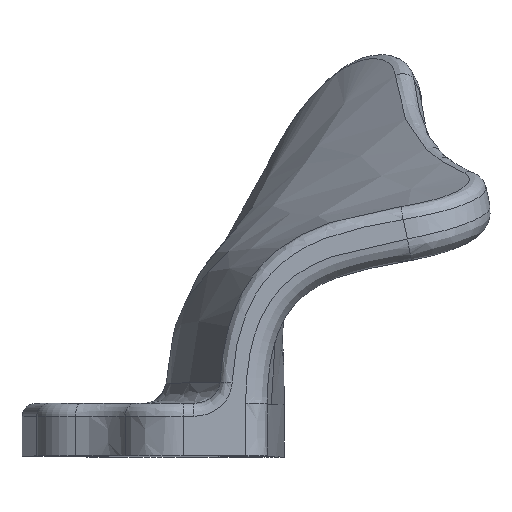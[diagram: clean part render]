
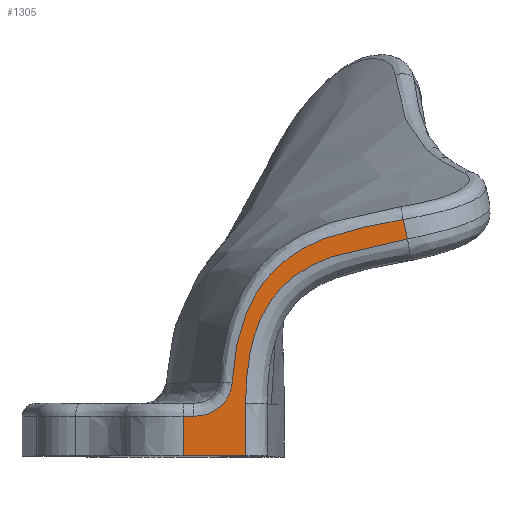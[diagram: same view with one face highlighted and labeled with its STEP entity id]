
A CAD part, top view. The second image highlights one B-rep face of the part: STEP entity #1305.
In plain terms, the highlighted planar face has unit normal (0, 0, 1).
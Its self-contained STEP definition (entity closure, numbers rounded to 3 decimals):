
#34=PLANE('',#1412);
#40=LINE('',#2429,#70);
#53=LINE('',#3353,#83);
#70=VECTOR('',#1501,10.);
#83=VECTOR('',#1550,10.);
#180=FACE_OUTER_BOUND('',#266,.T.);
#266=EDGE_LOOP('',(#1114,#1115,#1116,#1117,#1118,#1119,#1120,#1121));
#316=B_SPLINE_CURVE_WITH_KNOTS('',3,(#2469,#2470,#2471,#2472,#2473,#2474),
 .UNSPECIFIED.,.F.,.F.,(4,1,1,4),(0.,0.544,0.906,
1.269),.UNSPECIFIED.);
#317=B_SPLINE_CURVE_WITH_KNOTS('',3,(#2526,#2527,#2528,#2529,#2530,#2531,
#2532,#2533,#2534,#2535),.UNSPECIFIED.,.F.,.F.,(4,1,1,1,1,1,1,4),(-6.02,
-5.16,-4.3,-3.44,-2.58,
-1.72,-0.86,0.),.UNSPECIFIED.);
#352=B_SPLINE_CURVE_WITH_KNOTS('',3,(#3206,#3207,#3208,#3209),
 .UNSPECIFIED.,.F.,.F.,(4,4),(-1.2,-0.3),.UNSPECIFIED.);
#363=B_SPLINE_CURVE_WITH_KNOTS('',3,(#3490,#3491,#3492,#3493),
 .UNSPECIFIED.,.F.,.F.,(4,4),(-0.001,1.2),.UNSPECIFIED.);
#379=B_SPLINE_CURVE_WITH_KNOTS('',3,(#4215,#4216,#4217,#4218,#4219,#4220,
#4221,#4222,#4223,#4224,#4225,#4226,#4227,#4228,#4229,#4230,#4231,#4232,
#4233,#4234,#4235,#4236,#4237,#4238,#4239,#4240,#4241,#4242,#4243,#4244),
 .UNSPECIFIED.,.F.,.F.,(4,1,1,1,1,1,1,1,1,1,1,1,1,1,1,1,1,1,1,1,1,1,1,1,
1,2,4),(-5.956,-5.658,-5.36,-5.063,
-4.765,-4.467,-4.169,-3.871,
-3.574,-3.425,-3.276,-2.978,
-2.68,-2.531,-2.382,-2.233,
-2.085,-1.787,-1.489,-1.191,
-0.893,-0.596,-0.298,-0.149,
-0.074,0.,0.001),.UNSPECIFIED.);
#380=B_SPLINE_CURVE_WITH_KNOTS('',3,(#4246,#4247,#4248,#4249),
 .UNSPECIFIED.,.F.,.F.,(4,4),(-0.424,0.029),
 .UNSPECIFIED.);
#496=VERTEX_POINT('',#2411);
#498=VERTEX_POINT('',#2425);
#500=VERTEX_POINT('',#2460);
#502=VERTEX_POINT('',#2525);
#534=VERTEX_POINT('',#3198);
#544=VERTEX_POINT('',#3342);
#553=VERTEX_POINT('',#3479);
#564=VERTEX_POINT('',#3988);
#645=EDGE_CURVE('',#496,#498,#40,.T.);
#648=EDGE_CURVE('',#498,#500,#316,.T.);
#649=EDGE_CURVE('',#500,#502,#317,.T.);
#699=EDGE_CURVE('',#534,#496,#352,.T.);
#716=EDGE_CURVE('',#544,#534,#53,.T.);
#734=EDGE_CURVE('',#553,#544,#363,.T.);
#759=EDGE_CURVE('',#564,#553,#379,.T.);
#760=EDGE_CURVE('',#502,#564,#380,.T.);
#1114=ORIENTED_EDGE('',*,*,#645,.F.);
#1115=ORIENTED_EDGE('',*,*,#699,.F.);
#1116=ORIENTED_EDGE('',*,*,#716,.F.);
#1117=ORIENTED_EDGE('',*,*,#734,.F.);
#1118=ORIENTED_EDGE('',*,*,#759,.F.);
#1119=ORIENTED_EDGE('',*,*,#760,.F.);
#1120=ORIENTED_EDGE('',*,*,#649,.F.);
#1121=ORIENTED_EDGE('',*,*,#648,.F.);
#1305=ADVANCED_FACE('',(#180),#34,.T.);
#1412=AXIS2_PLACEMENT_3D('',#4245,#1608,#1609);
#1501=DIRECTION('',(1.,0.,0.));
#1550=DIRECTION('',(-1.,0.,0.));
#1608=DIRECTION('center_axis',(0.,0.,1.));
#1609=DIRECTION('ref_axis',(-1.,0.,0.));
#2411=CARTESIAN_POINT('',(-22.083,-3.,0.));
#2425=CARTESIAN_POINT('',(-19.629,-3.,0.));
#2429=CARTESIAN_POINT('',(-10.811,-3.,0.));
#2460=CARTESIAN_POINT('',(-10.948,4.578,0.));
#2469=CARTESIAN_POINT('Ctrl Pts',(-19.629,-3.,0.));
#2470=CARTESIAN_POINT('Ctrl Pts',(-17.817,-3.,0.));
#2471=CARTESIAN_POINT('Ctrl Pts',(-14.793,-2.106,0.));
#2472=CARTESIAN_POINT('Ctrl Pts',(-11.773,1.002,0.));
#2473=CARTESIAN_POINT('Ctrl Pts',(-11.018,3.371,0.));
#2474=CARTESIAN_POINT('Ctrl Pts',(-10.948,4.578,0.));
#2525=CARTESIAN_POINT('',(28.069,41.846,0.));
#2526=CARTESIAN_POINT('Ctrl Pts',(-10.948,4.578,0.));
#2527=CARTESIAN_POINT('Ctrl Pts',(-10.783,7.44,0.));
#2528=CARTESIAN_POINT('Ctrl Pts',(-10.133,13.143,0.));
#2529=CARTESIAN_POINT('Ctrl Pts',(-7.682,21.444,0.));
#2530=CARTESIAN_POINT('Ctrl Pts',(-3.187,28.885,0.));
#2531=CARTESIAN_POINT('Ctrl Pts',(3.392,34.597,0.));
#2532=CARTESIAN_POINT('Ctrl Pts',(11.265,38.199,0.));
#2533=CARTESIAN_POINT('Ctrl Pts',(19.622,40.331,0.));
#2534=CARTESIAN_POINT('Ctrl Pts',(25.246,41.343,0.));
#2535=CARTESIAN_POINT('Ctrl Pts',(28.069,41.846,0.));
#3198=CARTESIAN_POINT('',(-22.083,-12.,0.));
#3206=CARTESIAN_POINT('Ctrl Pts',(-22.083,-12.,0.));
#3207=CARTESIAN_POINT('Ctrl Pts',(-22.083,-9.,0.));
#3208=CARTESIAN_POINT('Ctrl Pts',(-22.083,-6.,0.));
#3209=CARTESIAN_POINT('Ctrl Pts',(-22.083,-3.,0.));
#3342=CARTESIAN_POINT('',(-7.85,-12.,0.));
#3353=CARTESIAN_POINT('',(-116.742,-12.,0.));
#3479=CARTESIAN_POINT('',(-7.85,0.011,0.));
#3490=CARTESIAN_POINT('Ctrl Pts',(-7.85,0.011,0.));
#3491=CARTESIAN_POINT('Ctrl Pts',(-7.85,-3.993,0.));
#3492=CARTESIAN_POINT('Ctrl Pts',(-7.85,-7.996,0.));
#3493=CARTESIAN_POINT('Ctrl Pts',(-7.85,-12.,0.));
#3988=CARTESIAN_POINT('',(29.027,37.427,0.));
#4215=CARTESIAN_POINT('Ctrl Pts',(29.027,37.427,0.));
#4216=CARTESIAN_POINT('Ctrl Pts',(28.051,37.247,0.));
#4217=CARTESIAN_POINT('Ctrl Pts',(26.1,36.888,0.));
#4218=CARTESIAN_POINT('Ctrl Pts',(23.178,36.332,0.));
#4219=CARTESIAN_POINT('Ctrl Pts',(20.263,35.734,0.));
#4220=CARTESIAN_POINT('Ctrl Pts',(17.36,35.067,0.));
#4221=CARTESIAN_POINT('Ctrl Pts',(14.482,34.295,0.));
#4222=CARTESIAN_POINT('Ctrl Pts',(11.647,33.377,0.));
#4223=CARTESIAN_POINT('Ctrl Pts',(8.88,32.271,0.));
#4224=CARTESIAN_POINT('Ctrl Pts',(6.659,31.157,0.));
#4225=CARTESIAN_POINT('Ctrl Pts',(4.956,30.134,0.));
#4226=CARTESIAN_POINT('Ctrl Pts',(3.311,29.02,0.));
#4227=CARTESIAN_POINT('Ctrl Pts',(1.38,27.455,0.));
#4228=CARTESIAN_POINT('Ctrl Pts',(-0.344,25.663,0.));
#4229=CARTESIAN_POINT('Ctrl Pts',(-1.581,24.109,0.));
#4230=CARTESIAN_POINT('Ctrl Pts',(-2.436,22.89,0.));
#4231=CARTESIAN_POINT('Ctrl Pts',(-3.217,21.621,0.));
#4232=CARTESIAN_POINT('Ctrl Pts',(-4.16,19.873,0.));
#4233=CARTESIAN_POINT('Ctrl Pts',(-5.159,17.597,0.));
#4234=CARTESIAN_POINT('Ctrl Pts',(-6.09,14.766,0.));
#4235=CARTESIAN_POINT('Ctrl Pts',(-6.789,11.868,0.));
#4236=CARTESIAN_POINT('Ctrl Pts',(-7.288,8.93,0.));
#4237=CARTESIAN_POINT('Ctrl Pts',(-7.616,5.969,0.));
#4238=CARTESIAN_POINT('Ctrl Pts',(-7.771,3.493,0.));
#4239=CARTESIAN_POINT('Ctrl Pts',(-7.827,1.758,0.));
#4240=CARTESIAN_POINT('Ctrl Pts',(-7.845,0.766,0.));
#4241=CARTESIAN_POINT('Ctrl Pts',(-7.849,0.27,0.));
#4242=CARTESIAN_POINT('Ctrl Pts',(-7.85,0.018,
0.));
#4243=CARTESIAN_POINT('Ctrl Pts',(-7.85,0.014,0.));
#4244=CARTESIAN_POINT('Ctrl Pts',(-7.85,0.011,
0.));
#4245=CARTESIAN_POINT('Origin',(0.,0.,0.));
#4246=CARTESIAN_POINT('Ctrl Pts',(28.069,41.846,0.));
#4247=CARTESIAN_POINT('Ctrl Pts',(28.385,40.372,0.));
#4248=CARTESIAN_POINT('Ctrl Pts',(28.702,38.899,0.));
#4249=CARTESIAN_POINT('Ctrl Pts',(29.027,37.427,0.));
